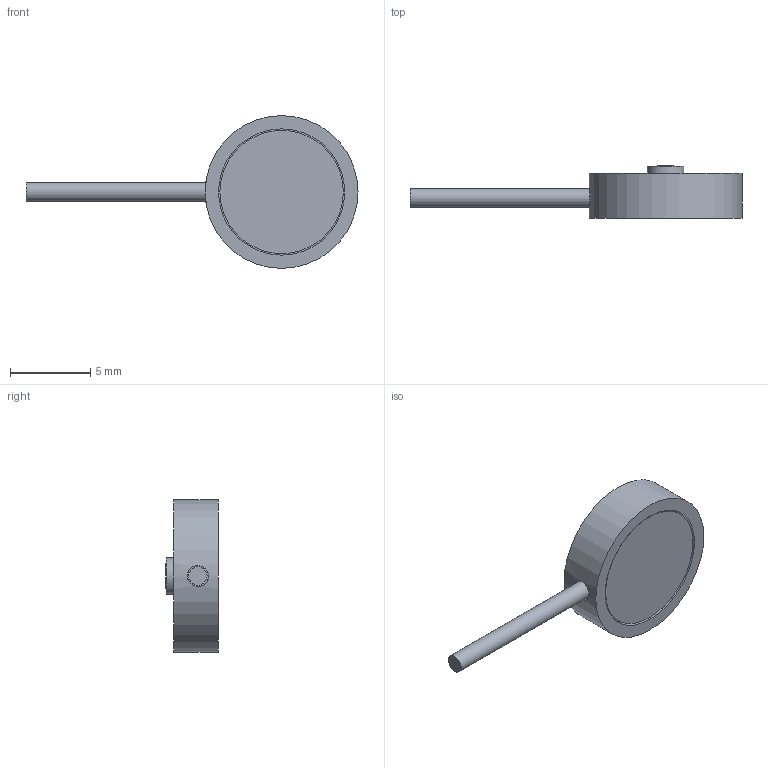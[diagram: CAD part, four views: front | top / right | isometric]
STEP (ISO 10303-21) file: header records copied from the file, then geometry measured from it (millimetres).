
FILE_DESCRIPTION((''),'2;1');
FILE_NAME('LLB130.stp','2010-11-09T09:46:44',('thomasl'),(''),'Autodesk Inventor 2008','Autodesk Inventor 2008','');
FILE_SCHEMA(('AUTOMOTIVE_DESIGN { 1 0 10303 214 1 1 1 1 }'));
Length unit declared in the file: inch
Products named in the file (4): LLB130 (LevelofDetail1); ~PART1 (~1); 7117; 7117A
Assembly tree (3 placements, depth 3):
  LLB130 (LevelofDetail1)
    ~PART1 (~1)
      7117
      7117A
Bounding box: 20.7 x 3.28 x 9.53 mm (x, y, z)
Volume: 204.4 mm3; surface area: 312.8 mm2
Topology: 2 solids, 2 shells, 14 faces, 19 edges, 13 vertices
Faces by surface type: plane 7, cylinder 6, sphere 1
Full cylindrical faces by diameter (mm): 1.143 x1, 1.321 x1, 2.286 x1, 7.696 x1, 7.874 x1, 9.525 x1
Entity records: 418 total; most frequent: CARTESIAN_POINT 81, DIRECTION 64, AXIS2_PLACEMENT_3D 32, ORIENTED_EDGE 26, EDGE_LOOP 24, FACE_OUTER_BOUND 14, ADVANCED_FACE 14, VERTEX_POINT 13
